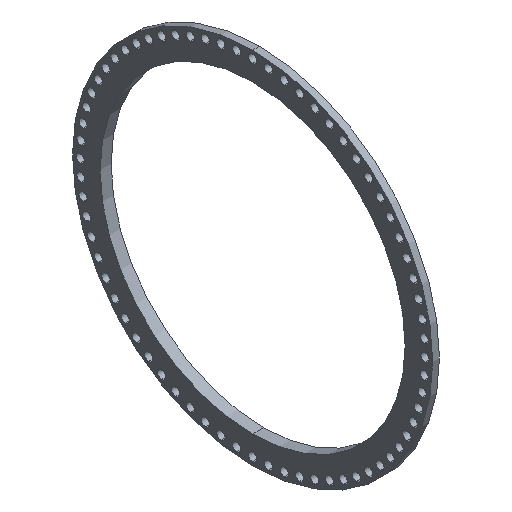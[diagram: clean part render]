
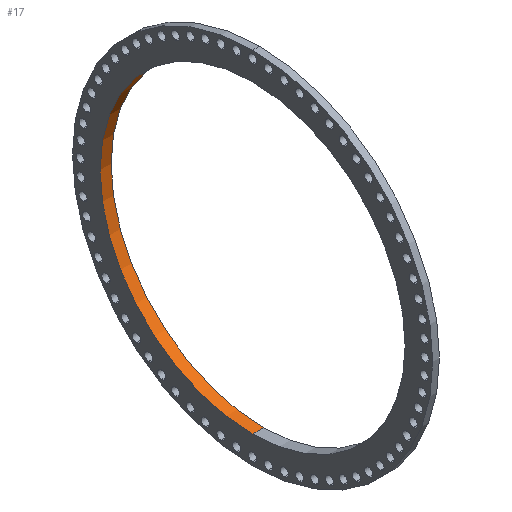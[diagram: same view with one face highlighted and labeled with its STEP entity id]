
A CAD part, isometric view. The second image highlights one B-rep face of the part: STEP entity #17.
In plain terms, the highlighted cylindrical face has radius 1145.38 mm (diameter 2290.76 mm), a partial arc.
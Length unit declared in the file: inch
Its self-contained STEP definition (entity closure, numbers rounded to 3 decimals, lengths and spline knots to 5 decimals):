
#17 = ADVANCED_FACE ( 'NONE', ( #1822 ), #2283, .F. ) ;
#113 = CARTESIAN_POINT ( 'NONE',  ( 0., 0., -45.09375 ) ) ;
#191 = EDGE_CURVE ( 'NONE', #1410, #5353, #1691, .T. ) ;
#261 = DIRECTION ( 'NONE',  ( -1., 0., 0. ) ) ;
#380 = VERTEX_POINT ( 'NONE', #1818 ) ;
#489 = EDGE_CURVE ( 'NONE', #4175, #380, #4403, .T. ) ;
#955 = EDGE_CURVE ( 'NONE', #4175, #1410, #2812, .T. ) ;
#1075 = DIRECTION ( 'NONE',  ( -1., 0., 0. ) ) ;
#1080 = AXIS2_PLACEMENT_3D ( 'NONE', #4829, #1075, #3480 ) ;
#1335 = LINE ( 'NONE', #113, #3909 ) ;
#1362 = DIRECTION ( 'NONE',  ( -1., 0., 0. ) ) ;
#1410 = VERTEX_POINT ( 'NONE', #4473 ) ;
#1423 = DIRECTION ( 'NONE',  ( 0., 0., 1. ) ) ;
#1498 = CARTESIAN_POINT ( 'NONE',  ( 0., 0., 45.09375 ) ) ;
#1530 = ORIENTED_EDGE ( 'NONE', *, *, #955, .T. ) ;
#1647 = CARTESIAN_POINT ( 'NONE',  ( -0.13764, 0., -45.09375 ) ) ;
#1691 = CIRCLE ( 'NONE', #3087, 45.09375 ) ;
#1739 = ORIENTED_EDGE ( 'NONE', *, *, #2865, .F. ) ;
#1818 = CARTESIAN_POINT ( 'NONE',  ( 3.11236, 0., -45.09375 ) ) ;
#1822 = FACE_OUTER_BOUND ( 'NONE', #5062, .T. ) ;
#2283 = CYLINDRICAL_SURFACE ( 'NONE', #1080, 45.09375 ) ;
#2304 = AXIS2_PLACEMENT_3D ( 'NONE', #3996, #261, #1423 ) ;
#2387 = CARTESIAN_POINT ( 'NONE',  ( -0.13764, 0., 0. ) ) ;
#2812 = LINE ( 'NONE', #1498, #3530 ) ;
#2865 = EDGE_CURVE ( 'NONE', #380, #5353, #1335, .T. ) ;
#2908 = DIRECTION ( 'NONE',  ( -1., 0., 0. ) ) ;
#3087 = AXIS2_PLACEMENT_3D ( 'NONE', #2387, #2908, #5382 ) ;
#3110 = CARTESIAN_POINT ( 'NONE',  ( 3.11236, 0., 45.09375 ) ) ;
#3480 = DIRECTION ( 'NONE',  ( 0., 0., 1. ) ) ;
#3530 = VECTOR ( 'NONE', #5281, 39.37008 ) ;
#3888 = ORIENTED_EDGE ( 'NONE', *, *, #489, .F. ) ;
#3909 = VECTOR ( 'NONE', #1362, 39.37008 ) ;
#3996 = CARTESIAN_POINT ( 'NONE',  ( 3.11236, 0., 0. ) ) ;
#4175 = VERTEX_POINT ( 'NONE', #3110 ) ;
#4403 = CIRCLE ( 'NONE', #2304, 45.09375 ) ;
#4473 = CARTESIAN_POINT ( 'NONE',  ( -0.13764, 0., 45.09375 ) ) ;
#4829 = CARTESIAN_POINT ( 'NONE',  ( 0., 0., 0. ) ) ;
#5002 = ORIENTED_EDGE ( 'NONE', *, *, #191, .T. ) ;
#5062 = EDGE_LOOP ( 'NONE', ( #1739, #3888, #1530, #5002 ) ) ;
#5281 = DIRECTION ( 'NONE',  ( -1., 0., 0. ) ) ;
#5353 = VERTEX_POINT ( 'NONE', #1647 ) ;
#5382 = DIRECTION ( 'NONE',  ( 0., 0., 1. ) ) ;
